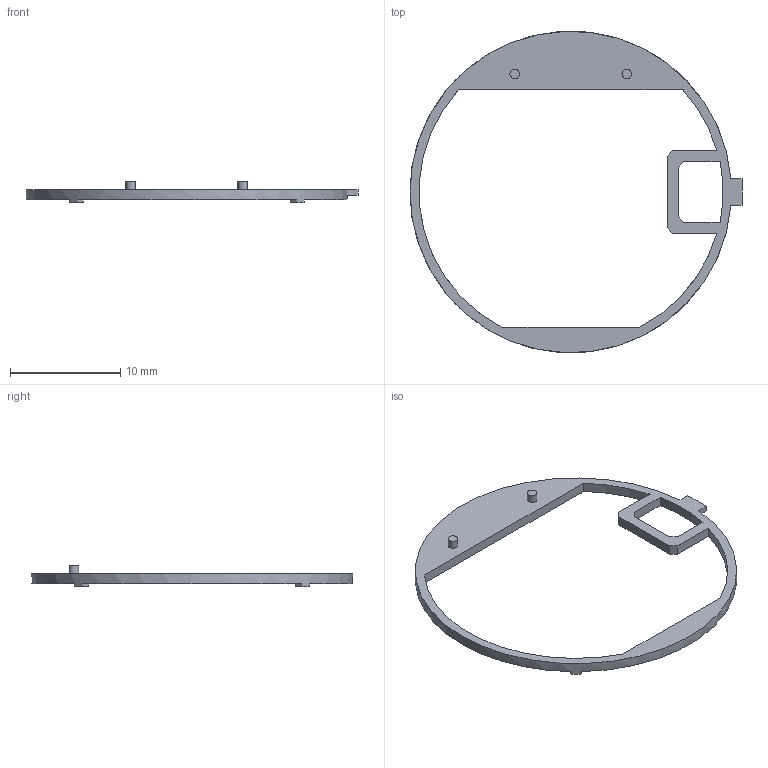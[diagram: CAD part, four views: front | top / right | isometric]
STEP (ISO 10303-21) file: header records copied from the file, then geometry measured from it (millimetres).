
FILE_DESCRIPTION(/* description */ (''),/* implementation_level */ '2;1');
FILE_NAME(/* name */ 'BackSpacer.step',/* time_stamp */ '2025-05-27T20:29:02-04:00',/* author */ (''),/* organization */ (''),/* preprocessor_version */ 'ST-DEVELOPER v20.1',/* originating_system */ 'Autodesk Translation Framework v14.4.0.0',/* authorisation */ '');
FILE_SCHEMA (('AUTOMOTIVE_DESIGN { 1 0 10303 214 3 1 1 }'));
Length unit declared in the file: millimetre
Products named in the file (1): BackSpacer
Bounding box: 30.1 x 29.13 x 1.91 mm (x, y, z)
Volume: 151.2 mm3; surface area: 522.8 mm2
Topology: 1 solids, 1 shells, 42 faces, 117 edges, 78 vertices
Faces by surface type: plane 33, cylinder 9
Full cylindrical faces by diameter (mm): 0.873 x2, 29.15 x1
Entity records: 1394 total; most frequent: CARTESIAN_POINT 238, DIRECTION 235, ORIENTED_EDGE 234, EDGE_CURVE 117, LINE 85, VECTOR 85, VERTEX_POINT 78, AXIS2_PLACEMENT_3D 75
